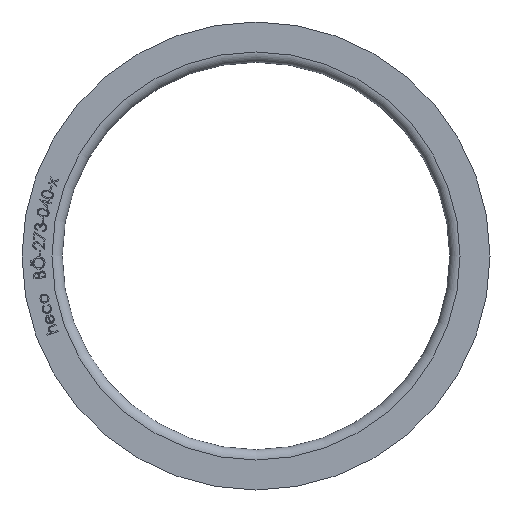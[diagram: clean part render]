
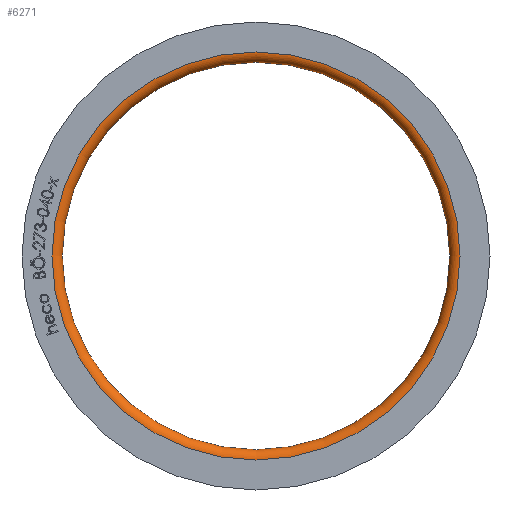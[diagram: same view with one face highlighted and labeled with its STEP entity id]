
A CAD part, left-side view. The second image highlights one B-rep face of the part: STEP entity #6271.
In plain terms, the highlighted toroidal (fillet/blend) face has major radius 139.5 mm and minor radius 7 mm.
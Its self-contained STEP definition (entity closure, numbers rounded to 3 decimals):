
#308 = FACE_OUTER_BOUND ( 'NONE', #4361, .T. ) ;
#1250 = CIRCLE ( 'NONE', #5053, 139.5 ) ;
#2524 = CARTESIAN_POINT ( 'NONE',  ( 7., 0., 0. ) ) ;
#2693 = AXIS2_PLACEMENT_3D ( 'NONE', #2524, #11763, #3832 ) ;
#3832 = DIRECTION ( 'NONE',  ( 0., 0., 1. ) ) ;
#4361 = EDGE_LOOP ( 'NONE', ( #8991 ) ) ;
#5053 = AXIS2_PLACEMENT_3D ( 'NONE', #5179, #10874, #7564 ) ;
#5179 = CARTESIAN_POINT ( 'NONE',  ( 0., 0., 0. ) ) ;
#5987 = VERTEX_POINT ( 'NONE', #10502 ) ;
#6034 = DIRECTION ( 'NONE',  ( 0., 0., 1. ) ) ;
#6141 = CARTESIAN_POINT ( 'NONE',  ( 7., 0., 132.5 ) ) ;
#6271 = ADVANCED_FACE ( 'NONE', ( #308, #11563 ), #13097, .T. ) ;
#6472 = EDGE_LOOP ( 'NONE', ( #7077 ) ) ;
#7077 = ORIENTED_EDGE ( 'NONE', *, *, #9639, .T. ) ;
#7142 = CARTESIAN_POINT ( 'NONE',  ( 7., 0., 0. ) ) ;
#7564 = DIRECTION ( 'NONE',  ( 0., 0., 1. ) ) ;
#7917 = CIRCLE ( 'NONE', #2693, 132.5 ) ;
#8991 = ORIENTED_EDGE ( 'NONE', *, *, #12711, .F. ) ;
#9395 = VERTEX_POINT ( 'NONE', #6141 ) ;
#9639 = EDGE_CURVE ( 'NONE', #5987, #5987, #1250, .T. ) ;
#10502 = CARTESIAN_POINT ( 'NONE',  ( 0., 0., 139.5 ) ) ;
#10874 = DIRECTION ( 'NONE',  ( -1., 0., 0. ) ) ;
#11563 = FACE_OUTER_BOUND ( 'NONE', #6472, .T. ) ;
#11627 = DIRECTION ( 'NONE',  ( -1., 0., 0. ) ) ;
#11682 = AXIS2_PLACEMENT_3D ( 'NONE', #7142, #11627, #6034 ) ;
#11763 = DIRECTION ( 'NONE',  ( -1., 0., 0. ) ) ;
#12711 = EDGE_CURVE ( 'NONE', #9395, #9395, #7917, .T. ) ;
#13097 = TOROIDAL_SURFACE ( 'NONE', #11682, 139.5, 7. ) ;
